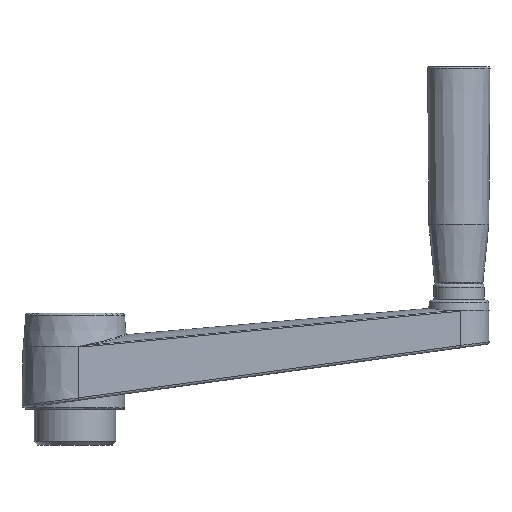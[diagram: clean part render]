
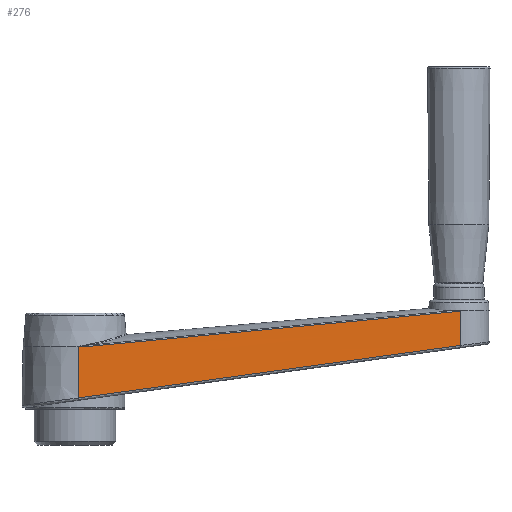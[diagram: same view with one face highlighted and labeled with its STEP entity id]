
A CAD part, front view. The second image highlights one B-rep face of the part: STEP entity #276.
In plain terms, the highlighted free-form (B-spline) face has degree [3, 3] with [4, 4] control points.
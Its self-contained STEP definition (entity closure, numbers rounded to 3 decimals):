
#276 = ADVANCED_FACE( '', ( #714 ), #715, .T. );
#714 = FACE_OUTER_BOUND( '', #1407, .T. );
#715 = B_SPLINE_SURFACE_WITH_KNOTS( '', 3, 3, ( ( #1408, #1409, #1410, #1411 ), ( #1412, #1413, #1414, #1415 ), ( #1416, #1417, #1418, #1419 ), ( #1420, #1421, #1422, #1423 ) ), .UNSPECIFIED., .F., .F., .F., ( 4, 4 ), ( 4, 4 ), ( 0., 1. ), ( 0., 1. ), .UNSPECIFIED. );
#1407 = EDGE_LOOP( '', ( #3450, #3451, #3452, #3453, #3454, #3455 ) );
#1408 = CARTESIAN_POINT( '', ( 1.314, -21.75, 26.1 ) );
#1409 = CARTESIAN_POINT( '', ( 54.46, -18.717, 31.137 ) );
#1410 = CARTESIAN_POINT( '', ( 107.605, -15.683, 36.173 ) );
#1411 = CARTESIAN_POINT( '', ( 160.751, -12.65, 41.21 ) );
#1412 = CARTESIAN_POINT( '', ( 1.314, -21.863, 18.617 ) );
#1413 = CARTESIAN_POINT( '', ( 54.46, -18.792, 24.408 ) );
#1414 = CARTESIAN_POINT( '', ( 107.605, -15.721, 30.199 ) );
#1415 = CARTESIAN_POINT( '', ( 160.751, -12.65, 35.991 ) );
#1416 = CARTESIAN_POINT( '', ( 1.314, -21.977, 11.133 ) );
#1417 = CARTESIAN_POINT( '', ( 54.46, -18.868, 17.679 ) );
#1418 = CARTESIAN_POINT( '', ( 107.605, -15.759, 24.225 ) );
#1419 = CARTESIAN_POINT( '', ( 160.751, -12.65, 30.771 ) );
#1420 = CARTESIAN_POINT( '', ( 1.314, -22.09, 3.65 ) );
#1421 = CARTESIAN_POINT( '', ( 54.46, -18.943, 10.951 ) );
#1422 = CARTESIAN_POINT( '', ( 107.605, -15.797, 18.251 ) );
#1423 = CARTESIAN_POINT( '', ( 160.751, -12.65, 25.552 ) );
#3450 = ORIENTED_EDGE( '', *, *, #4837, .F. );
#3451 = ORIENTED_EDGE( '', *, *, #4838, .T. );
#3452 = ORIENTED_EDGE( '', *, *, #4839, .T. );
#3453 = ORIENTED_EDGE( '', *, *, #4840, .T. );
#3454 = ORIENTED_EDGE( '', *, *, #4841, .T. );
#3455 = ORIENTED_EDGE( '', *, *, #4842, .T. );
#4837 = EDGE_CURVE( '', #5490, #5491, #5492, .T. );
#4838 = EDGE_CURVE( '', #5490, #5493, #5494, .T. );
#4839 = EDGE_CURVE( '', #5493, #5495, #5496, .T. );
#4840 = EDGE_CURVE( '', #5495, #5497, #5498, .F. );
#4841 = EDGE_CURVE( '', #5497, #5499, #5500, .T. );
#4842 = EDGE_CURVE( '', #5499, #5491, #5501, .T. );
#5490 = VERTEX_POINT( '', #6528 );
#5491 = VERTEX_POINT( '', #6529 );
#5492 = LINE( '', #6530, #6531 );
#5493 = VERTEX_POINT( '', #6532 );
#5494 = B_SPLINE_CURVE_WITH_KNOTS( '', 3, ( #6533, #6534, #6535, #6536, #6537, #6538 ), .UNSPECIFIED., .F., .F., ( 4, 2, 4 ), ( 0., 0.078, 0.157 ), .UNSPECIFIED. );
#5495 = VERTEX_POINT( '', #6539 );
#5496 = B_SPLINE_CURVE_WITH_KNOTS( '', 3, ( #6540, #6541, #6542, #6543, #6544, #6545, #6546, #6547, #6548, #6549, #6550, #6551, #6552, #6553, #6554, #6555, #6556, #6557, #6558, #6559, #6560, #6561, #6562 ), .UNSPECIFIED., .F., .F., ( 4, 2, 1, 2, 2, 2, 2, 2, 2, 1, 1, 2, 4 ), ( 0., 0., 0., 0.001, 0.001, 0.002, 0.002, 0.003, 0.003, 0.003, 0.003, 0.003, 0.003 ), .UNSPECIFIED. );
#5497 = VERTEX_POINT( '', #6563 );
#5498 = LINE( '', #6564, #6565 );
#5499 = VERTEX_POINT( '', #6566 );
#5500 = B_SPLINE_CURVE_WITH_KNOTS( '', 3, ( #6567, #6568, #6569, #6570 ), .UNSPECIFIED., .F., .F., ( 4, 4 ), ( 0., 0. ), .UNSPECIFIED. );
#5501 = B_SPLINE_CURVE_WITH_KNOTS( '', 3, ( #6571, #6572, #6573, #6574, #6575, #6576, #6577 ), .UNSPECIFIED., .F., .F., ( 4, 2, 1, 4 ), ( 0., 0.081, 0.121, 0.161 ), .UNSPECIFIED. );
#6528 = CARTESIAN_POINT( '', ( 160.751, -12.65, 40.836 ) );
#6529 = CARTESIAN_POINT( '', ( 160.751, -12.65, 26.553 ) );
#6530 = CARTESIAN_POINT( '', ( 160.751, -12.65, 41.21 ) );
#6531 = VECTOR( '', #8767, 1000. );
#6532 = CARTESIAN_POINT( '', ( 4.74, -21.56, 26.054 ) );
#6533 = CARTESIAN_POINT( '', ( 160.751, -12.65, 40.836 ) );
#6534 = CARTESIAN_POINT( '', ( 134.749, -14.135, 38.373 ) );
#6535 = CARTESIAN_POINT( '', ( 108.747, -15.621, 35.909 ) );
#6536 = CARTESIAN_POINT( '', ( 56.744, -18.59, 30.982 ) );
#6537 = CARTESIAN_POINT( '', ( 30.742, -20.075, 28.518 ) );
#6538 = CARTESIAN_POINT( '', ( 4.74, -21.56, 26.054 ) );
#6539 = CARTESIAN_POINT( '', ( 1.314, -21.753, 25.915 ) );
#6540 = CARTESIAN_POINT( '', ( 4.74, -21.56, 26.054 ) );
#6541 = CARTESIAN_POINT( '', ( 4.669, -21.564, 26.048 ) );
#6542 = CARTESIAN_POINT( '', ( 4.598, -21.568, 26.041 ) );
#6543 = CARTESIAN_POINT( '', ( 4.455, -21.576, 26.03 ) );
#6544 = CARTESIAN_POINT( '', ( 4.242, -21.588, 26.014 ) );
#6545 = CARTESIAN_POINT( '', ( 4.028, -21.6, 26.001 ) );
#6546 = CARTESIAN_POINT( '', ( 3.742, -21.617, 25.988 ) );
#6547 = CARTESIAN_POINT( '', ( 3.6, -21.625, 25.982 ) );
#6548 = CARTESIAN_POINT( '', ( 3.314, -21.641, 25.973 ) );
#6549 = CARTESIAN_POINT( '', ( 3.171, -21.649, 25.969 ) );
#6550 = CARTESIAN_POINT( '', ( 2.885, -21.665, 25.963 ) );
#6551 = CARTESIAN_POINT( '', ( 2.742, -21.673, 25.96 ) );
#6552 = CARTESIAN_POINT( '', ( 2.457, -21.689, 25.956 ) );
#6553 = CARTESIAN_POINT( '', ( 2.314, -21.697, 25.953 ) );
#6554 = CARTESIAN_POINT( '', ( 2.028, -21.713, 25.947 ) );
#6555 = CARTESIAN_POINT( '', ( 1.885, -21.721, 25.943 ) );
#6556 = CARTESIAN_POINT( '', ( 1.671, -21.733, 25.935 ) );
#6557 = CARTESIAN_POINT( '', ( 1.564, -21.739, 25.93 ) );
#6558 = CARTESIAN_POINT( '', ( 1.439, -21.746, 25.923 ) );
#6559 = CARTESIAN_POINT( '', ( 1.386, -21.749, 25.92 ) );
#6560 = CARTESIAN_POINT( '', ( 1.35, -21.751, 25.917 ) );
#6561 = CARTESIAN_POINT( '', ( 1.332, -21.752, 25.916 ) );
#6562 = CARTESIAN_POINT( '', ( 1.314, -21.753, 25.915 ) );
#6563 = CARTESIAN_POINT( '', ( 1.314, -22.072, 4.797 ) );
#6564 = CARTESIAN_POINT( '', ( 1.314, -22.09, 3.65 ) );
#6565 = VECTOR( '', #8768, 1000. );
#6566 = CARTESIAN_POINT( '', ( 1.323, -22.074, 4.668 ) );
#6567 = CARTESIAN_POINT( '', ( 1.314, -22.072, 4.797 ) );
#6568 = CARTESIAN_POINT( '', ( 1.314, -22.073, 4.754 ) );
#6569 = CARTESIAN_POINT( '', ( 1.317, -22.074, 4.711 ) );
#6570 = CARTESIAN_POINT( '', ( 1.323, -22.074, 4.668 ) );
#6571 = CARTESIAN_POINT( '', ( 1.323, -22.074, 4.668 ) );
#6572 = CARTESIAN_POINT( '', ( 27.894, -20.502, 8.316 ) );
#6573 = CARTESIAN_POINT( '', ( 54.465, -18.931, 11.964 ) );
#6574 = CARTESIAN_POINT( '', ( 94.322, -16.575, 17.436 ) );
#6575 = CARTESIAN_POINT( '', ( 120.893, -15.005, 21.083 ) );
#6576 = CARTESIAN_POINT( '', ( 147.465, -13.435, 24.73 ) );
#6577 = CARTESIAN_POINT( '', ( 160.751, -12.65, 26.553 ) );
#8767 = DIRECTION( '', ( 0., 0., -1. ) );
#8768 = DIRECTION( '', ( 0., 0.015, 1. ) );
